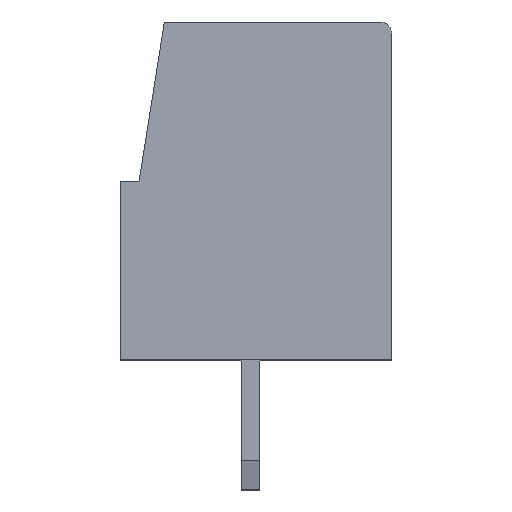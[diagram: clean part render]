
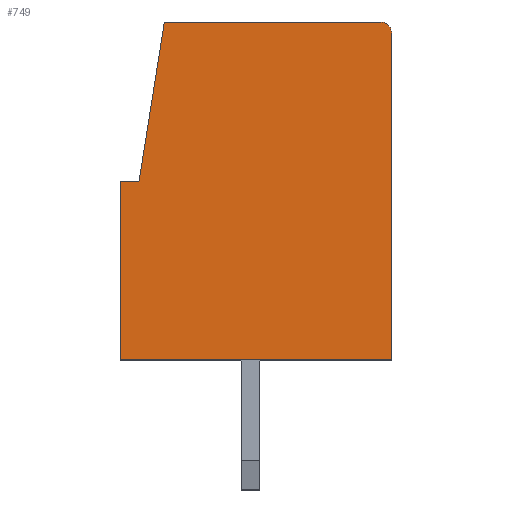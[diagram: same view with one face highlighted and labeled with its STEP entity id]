
A CAD part, left-side view. The second image highlights one B-rep face of the part: STEP entity #749.
In plain terms, the highlighted planar face has unit normal (-1, 0, 0).
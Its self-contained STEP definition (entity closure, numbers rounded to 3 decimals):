
#749 = ADVANCED_FACE( '', ( #1915 ), #1916, .F. );
#1915 = FACE_OUTER_BOUND( '', #3551, .T. );
#1916 = PLANE( '', #3552 );
#3551 = EDGE_LOOP( '', ( #5652, #5653, #5654, #5655, #5656, #5657, #5658 ) );
#3552 = AXIS2_PLACEMENT_3D( '', #5659, #5660, #5661 );
#5652 = ORIENTED_EDGE( '', *, *, #10079, .T. );
#5653 = ORIENTED_EDGE( '', *, *, #10080, .F. );
#5654 = ORIENTED_EDGE( '', *, *, #10081, .F. );
#5655 = ORIENTED_EDGE( '', *, *, #10082, .T. );
#5656 = ORIENTED_EDGE( '', *, *, #10083, .T. );
#5657 = ORIENTED_EDGE( '', *, *, #10084, .T. );
#5658 = ORIENTED_EDGE( '', *, *, #10085, .T. );
#5659 = CARTESIAN_POINT( '', ( -1.905, -11.88, 0. ) );
#5660 = DIRECTION( '', ( 1., 0., 0. ) );
#5661 = DIRECTION( '', ( 0., 0., 1. ) );
#10079 = EDGE_CURVE( '', #12279, #12280, #12281, .T. );
#10080 = EDGE_CURVE( '', #12282, #12280, #12283, .T. );
#10081 = EDGE_CURVE( '', #12284, #12282, #12285, .T. );
#10082 = EDGE_CURVE( '', #12284, #12286, #12287, .T. );
#10083 = EDGE_CURVE( '', #12286, #12288, #12289, .T. );
#10084 = EDGE_CURVE( '', #12288, #12290, #12291, .T. );
#10085 = EDGE_CURVE( '', #12290, #12279, #12292, .T. );
#12279 = VERTEX_POINT( '', #15357 );
#12280 = VERTEX_POINT( '', #15358 );
#12281 = LINE( '', #15359, #15360 );
#12282 = VERTEX_POINT( '', #15361 );
#12283 = CIRCLE( '', #15362, 0.3 );
#12284 = VERTEX_POINT( '', #15363 );
#12285 = LINE( '', #15364, #15365 );
#12286 = VERTEX_POINT( '', #15366 );
#12287 = LINE( '', #15367, #15368 );
#12288 = VERTEX_POINT( '', #15369 );
#12289 = LINE( '', #15370, #15371 );
#12290 = VERTEX_POINT( '', #15372 );
#12291 = LINE( '', #15373, #15374 );
#12292 = LINE( '', #15375, #15376 );
#15357 = CARTESIAN_POINT( '', ( -1.905, -7.3, 0. ) );
#15358 = CARTESIAN_POINT( '', ( -1.905, -7.3, 8.8 ) );
#15359 = CARTESIAN_POINT( '', ( -1.905, -7.3, 0. ) );
#15360 = VECTOR( '', #18502, 1000. );
#15361 = CARTESIAN_POINT( '', ( -1.905, -7., 9.1 ) );
#15362 = AXIS2_PLACEMENT_3D( '', #18503, #18504, #18505 );
#15363 = CARTESIAN_POINT( '', ( -1.905, -1.181, 9.1 ) );
#15364 = CARTESIAN_POINT( '', ( -1.905, -3.5, 9.1 ) );
#15365 = VECTOR( '', #18506, 1000. );
#15366 = CARTESIAN_POINT( '', ( -1.905, -0.5, 4.8 ) );
#15367 = CARTESIAN_POINT( '', ( -1.905, 0.26, 0. ) );
#15368 = VECTOR( '', #18507, 1000. );
#15369 = CARTESIAN_POINT( '', ( -1.905, 0., 4.8 ) );
#15370 = CARTESIAN_POINT( '', ( -1.905, -3.5, 4.8 ) );
#15371 = VECTOR( '', #18508, 1000. );
#15372 = CARTESIAN_POINT( '', ( -1.905, 0., 0. ) );
#15373 = CARTESIAN_POINT( '', ( -1.905, 0., 0. ) );
#15374 = VECTOR( '', #18509, 1000. );
#15375 = CARTESIAN_POINT( '', ( -1.905, -3.5, 0. ) );
#15376 = VECTOR( '', #18510, 1000. );
#18502 = DIRECTION( '', ( 0., 0., 1. ) );
#18503 = CARTESIAN_POINT( '', ( -1.905, -7., 8.8 ) );
#18504 = DIRECTION( '', ( 1., 0., 0. ) );
#18505 = DIRECTION( '', ( 0., -1., 0. ) );
#18506 = DIRECTION( '', ( 0., -1., 0. ) );
#18507 = DIRECTION( '', ( 0., 0.156, -0.988 ) );
#18508 = DIRECTION( '', ( 0., 1., 0. ) );
#18509 = DIRECTION( '', ( 0., 0., -1. ) );
#18510 = DIRECTION( '', ( 0., -1., 0. ) );
